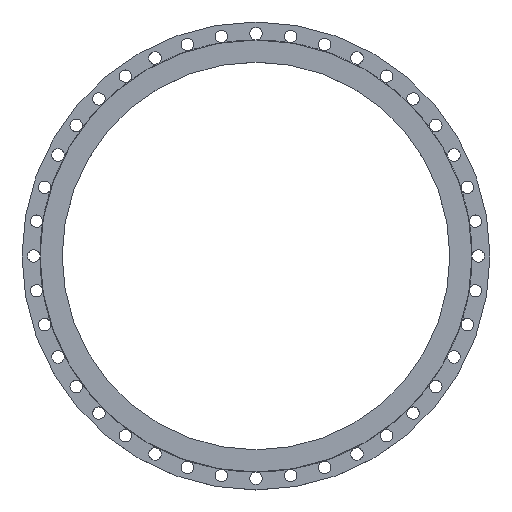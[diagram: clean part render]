
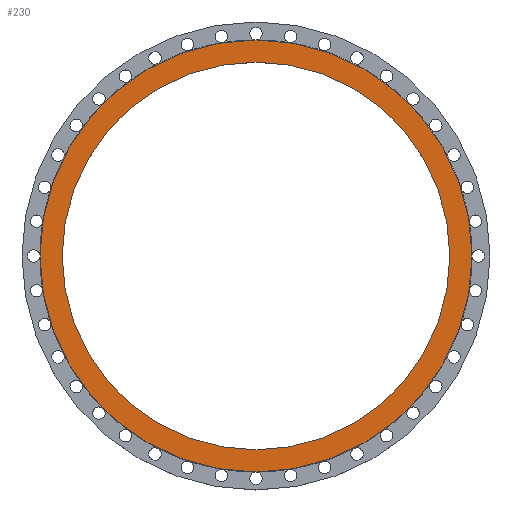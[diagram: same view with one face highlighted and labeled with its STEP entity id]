
A CAD part, top view. The second image highlights one B-rep face of the part: STEP entity #230.
In plain terms, the highlighted planar face has unit normal (0, 0, 1).
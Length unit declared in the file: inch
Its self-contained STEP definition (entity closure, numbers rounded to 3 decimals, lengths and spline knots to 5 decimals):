
#39 = DIRECTION ( 'NONE',  ( 1., 0., 0. ) ) ;
#117 = CIRCLE ( 'NONE', #2592, 17.5 ) ;
#135 = ORIENTED_EDGE ( 'NONE', *, *, #2079, .F. ) ;
#230 = ADVANCED_FACE ( 'NONE', ( #886, #3714 ), #1802, .F. ) ;
#304 = CIRCLE ( 'NONE', #3852, 17.5 ) ;
#408 = DIRECTION ( 'NONE',  ( 1., 0., 0. ) ) ;
#464 = VERTEX_POINT ( 'NONE', #527 ) ;
#520 = CARTESIAN_POINT ( 'NONE',  ( 17.5, 0., 0. ) ) ;
#527 = CARTESIAN_POINT ( 'NONE',  ( -17.5, 0., 0. ) ) ;
#575 = CIRCLE ( 'NONE', #1214, 19.5 ) ;
#667 = CARTESIAN_POINT ( 'NONE',  ( 19.5, 0., 0. ) ) ;
#679 = CARTESIAN_POINT ( 'NONE',  ( -19.5, 0., 0. ) ) ;
#683 = CARTESIAN_POINT ( 'NONE',  ( 0., 0., 0. ) ) ;
#853 = VERTEX_POINT ( 'NONE', #520 ) ;
#886 = FACE_BOUND ( 'NONE', #1766, .T. ) ;
#893 = CIRCLE ( 'NONE', #3521, 19.5 ) ;
#951 = CARTESIAN_POINT ( 'NONE',  ( 0., 0., 0. ) ) ;
#1157 = DIRECTION ( 'NONE',  ( 1., 0., 0. ) ) ;
#1214 = AXIS2_PLACEMENT_3D ( 'NONE', #951, #3189, #39 ) ;
#1238 = DIRECTION ( 'NONE',  ( 0., 0., 1. ) ) ;
#1425 = DIRECTION ( 'NONE',  ( 0., 0., 1. ) ) ;
#1511 = DIRECTION ( 'NONE',  ( 0., 0., -1. ) ) ;
#1766 = EDGE_LOOP ( 'NONE', ( #2416, #135 ) ) ;
#1802 = PLANE ( 'NONE',  #3101 ) ;
#1968 = VERTEX_POINT ( 'NONE', #667 ) ;
#2079 = EDGE_CURVE ( 'NONE', #464, #853, #304, .T. ) ;
#2416 = ORIENTED_EDGE ( 'NONE', *, *, #2722, .F. ) ;
#2439 = EDGE_CURVE ( 'NONE', #1968, #3803, #893, .T. ) ;
#2488 = EDGE_CURVE ( 'NONE', #3803, #1968, #575, .T. ) ;
#2592 = AXIS2_PLACEMENT_3D ( 'NONE', #3031, #1425, #1157 ) ;
#2722 = EDGE_CURVE ( 'NONE', #853, #464, #117, .T. ) ;
#2744 = EDGE_LOOP ( 'NONE', ( #3029, #3272 ) ) ;
#3029 = ORIENTED_EDGE ( 'NONE', *, *, #2439, .T. ) ;
#3031 = CARTESIAN_POINT ( 'NONE',  ( 0., 0., 0. ) ) ;
#3101 = AXIS2_PLACEMENT_3D ( 'NONE', #4033, #1511, #3420 ) ;
#3189 = DIRECTION ( 'NONE',  ( 0., 0., 1. ) ) ;
#3212 = CARTESIAN_POINT ( 'NONE',  ( 0., 0., 0. ) ) ;
#3272 = ORIENTED_EDGE ( 'NONE', *, *, #2488, .T. ) ;
#3420 = DIRECTION ( 'NONE',  ( -1., 0., 0. ) ) ;
#3521 = AXIS2_PLACEMENT_3D ( 'NONE', #683, #1238, #3801 ) ;
#3627 = DIRECTION ( 'NONE',  ( 0., 0., 1. ) ) ;
#3714 = FACE_OUTER_BOUND ( 'NONE', #2744, .T. ) ;
#3801 = DIRECTION ( 'NONE',  ( 1., 0., 0. ) ) ;
#3803 = VERTEX_POINT ( 'NONE', #679 ) ;
#3852 = AXIS2_PLACEMENT_3D ( 'NONE', #3212, #3627, #408 ) ;
#4033 = CARTESIAN_POINT ( 'NONE',  ( 0., 17.5, 0. ) ) ;
